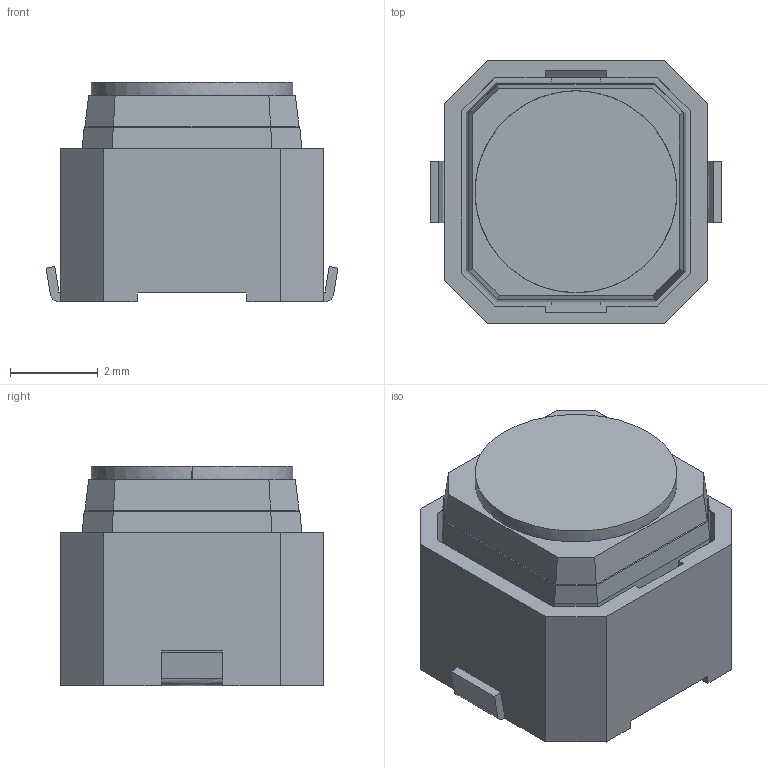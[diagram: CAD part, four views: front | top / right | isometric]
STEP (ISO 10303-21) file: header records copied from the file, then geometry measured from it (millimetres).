
FILE_DESCRIPTION((''),'2;1');
FILE_NAME('K2-1817UQ','2021-09-22T',('Administrator'),(''),'CREO PARAMETRIC BY PTC INC, 2018070','CREO PARAMETRIC BY PTC INC, 2018070','');
FILE_SCHEMA(('AUTOMOTIVE_DESIGN { 1 0 10303 214 1 1 1 1 }'));
Length unit declared in the file: millimetre
Products named in the file (1): K2-1817UQ
Bounding box: 6.65 x 6 x 5 mm (x, y, z)
Surface area: 287.8 mm2 (no closed solid volume)
Topology: 0 solids, 0 shells, 325 faces, 1800 edges, 1800 vertices
Faces by surface type: bspline 325
Entity records: 26738 total; most frequent: CARTESIAN_POINT 6972, DIRECTION 2688, TRIMMED_CURVE 2538, VECTOR 2388, LINE 2388, DEFINITIONAL_REPRESENTATION 1800, PCURVE 1800, COMPOSITE_CURVE_SEGMENT 1800
